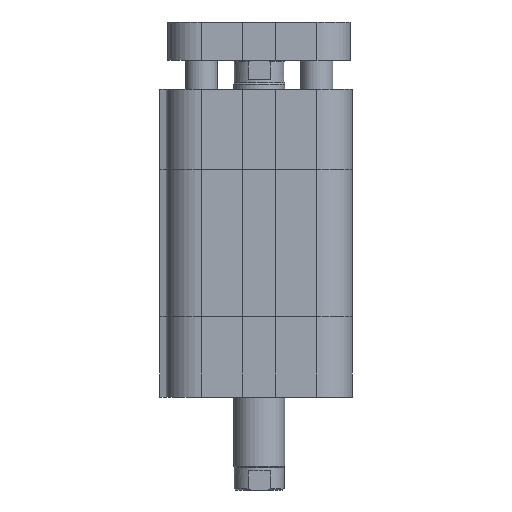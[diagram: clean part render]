
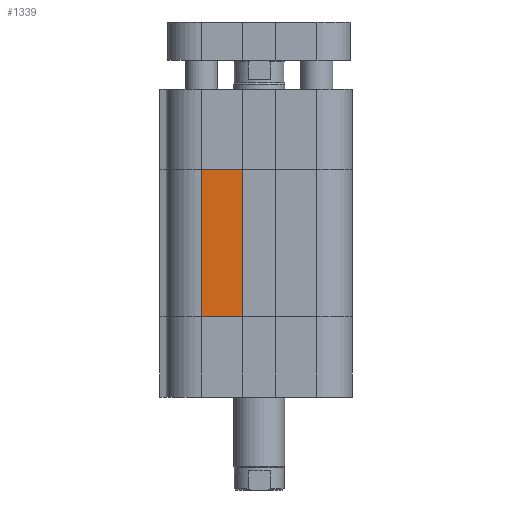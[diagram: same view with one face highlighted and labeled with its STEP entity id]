
A CAD part, left-side view. The second image highlights one B-rep face of the part: STEP entity #1339.
In plain terms, the highlighted planar face has unit normal (-1, 0, 0).
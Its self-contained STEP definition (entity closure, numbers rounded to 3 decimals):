
#1250=CARTESIAN_POINT('',(-14.5,9.,12.5));
#1251=VERTEX_POINT('',#1250);
#1259=CARTESIAN_POINT('',(-14.5,9.,35.5));
#1260=VERTEX_POINT('',#1259);
#1261=CARTESIAN_POINT('',(-14.5,9.,12.5));
#1262=DIRECTION('',(0.0,0.0,1.0));
#1263=VECTOR('',#1262,23.);
#1264=LINE('',#1261,#1263);
#1265=EDGE_CURVE('',#1251,#1260,#1264,.T.);
#1309=CARTESIAN_POINT('',(-14.5,2.6,0.0));
#1310=DIRECTION('',(-1.0,0.0,0.0));
#1311=DIRECTION('',(0.0,0.0,1.0));
#1312=AXIS2_PLACEMENT_3D('',#1309,#1310,#1311);
#1313=PLANE('',#1312);
#1314=CARTESIAN_POINT('',(-14.5,2.6,12.5));
#1315=VERTEX_POINT('',#1314);
#1316=CARTESIAN_POINT('',(-14.5,9.,12.5));
#1317=DIRECTION('',(0.0,-1.0,0.0));
#1318=VECTOR('',#1317,6.4);
#1319=LINE('',#1316,#1318);
#1320=EDGE_CURVE('',#1251,#1315,#1319,.T.);
#1321=ORIENTED_EDGE('',*,*,#1320,.T.);
#1322=CARTESIAN_POINT('',(-14.5,2.6,35.5));
#1323=VERTEX_POINT('',#1322);
#1324=CARTESIAN_POINT('',(-14.5,2.6,12.5));
#1325=DIRECTION('',(0.0,0.0,1.0));
#1326=VECTOR('',#1325,23.);
#1327=LINE('',#1324,#1326);
#1328=EDGE_CURVE('',#1315,#1323,#1327,.T.);
#1329=ORIENTED_EDGE('',*,*,#1328,.T.);
#1330=CARTESIAN_POINT('',(-14.5,9.,35.5));
#1331=DIRECTION('',(0.0,-1.0,0.0));
#1332=VECTOR('',#1331,6.4);
#1333=LINE('',#1330,#1332);
#1334=EDGE_CURVE('',#1260,#1323,#1333,.T.);
#1335=ORIENTED_EDGE('',*,*,#1334,.F.);
#1336=ORIENTED_EDGE('',*,*,#1265,.F.);
#1337=EDGE_LOOP('',(#1321,#1329,#1335,#1336));
#1338=FACE_OUTER_BOUND('',#1337,.T.);
#1339=ADVANCED_FACE('',(#1338),#1313,.T.);
